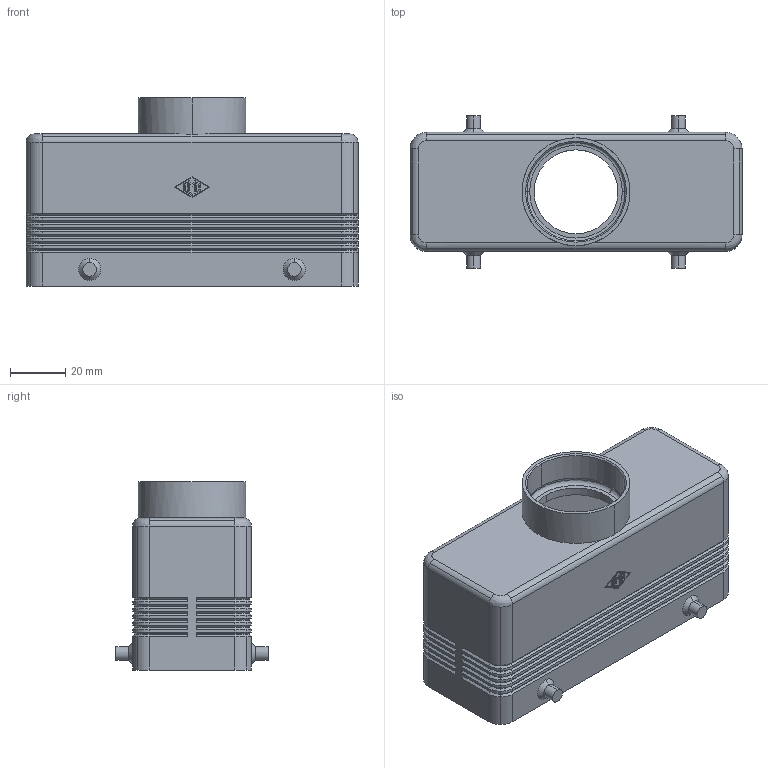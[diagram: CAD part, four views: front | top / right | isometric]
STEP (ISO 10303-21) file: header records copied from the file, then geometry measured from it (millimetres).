
FILE_DESCRIPTION((''),'2;1');
FILE_NAME('CMV 16.29.stp','2006-12-21T09:10:11',('gembarski'),(''),'Autodesk Inventor 7','Autodesk Inventor 7','');
FILE_SCHEMA(('AUTOMOTIVE_DESIGN { 1 0 10303 214 1 1 1 1 }'));
Length unit declared in the file: millimetre
Products named in the file (1): CHV Tüllengehäuse 2 Bügel für einen Einsatz
Bounding box: 120 x 55 x 68 mm (x, y, z)
Volume: 75000.7 mm3; surface area: 46794.6 mm2
Topology: 1 solids, 1 shells, 489 faces, 1146 edges, 671 vertices
Faces by surface type: plane 182, cylinder 113, cone 102, bspline 92
Entity records: 14577 total; most frequent: CARTESIAN_POINT 3553, DIRECTION 2295, ORIENTED_EDGE 2276, EDGE_CURVE 1138, VECTOR 769, LINE 769, AXIS2_PLACEMENT_3D 763, VERTEX_POINT 671
